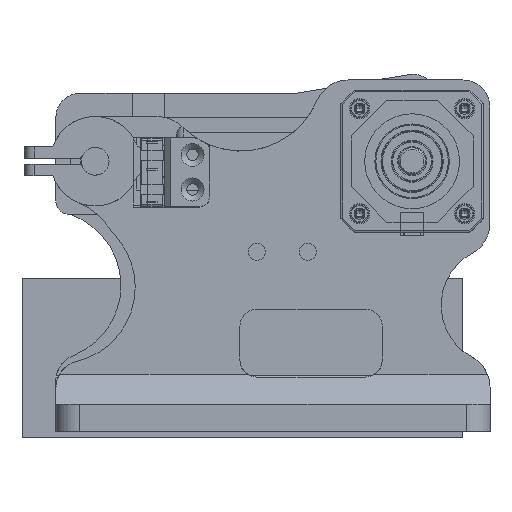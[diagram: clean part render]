
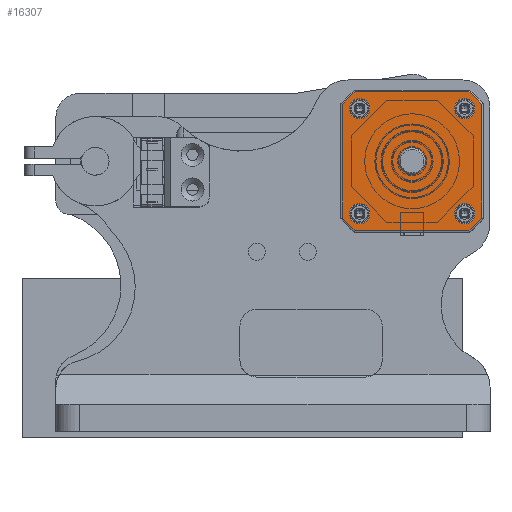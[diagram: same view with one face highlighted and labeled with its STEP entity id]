
A CAD part, front view. The second image highlights one B-rep face of the part: STEP entity #16307.
In plain terms, the highlighted face is planar.
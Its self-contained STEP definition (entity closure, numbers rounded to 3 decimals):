
#480=FACE_BOUND('',#2947,.T.);
#481=FACE_BOUND('',#2948,.T.);
#482=FACE_BOUND('',#2949,.T.);
#483=FACE_BOUND('',#2950,.T.);
#484=FACE_BOUND('',#2951,.T.);
#981=CIRCLE('',#17600,26.5);
#982=CIRCLE('',#17603,26.5);
#983=CIRCLE('',#17605,26.5);
#984=CIRCLE('',#17606,26.5);
#985=CIRCLE('',#17607,3.);
#986=CIRCLE('',#17608,3.);
#987=CIRCLE('',#17609,3.);
#988=CIRCLE('',#17610,4.);
#989=CIRCLE('',#17611,3.);
#1986=FACE_OUTER_BOUND('',#2946,.T.);
#2946=EDGE_LOOP('',(#11176,#11177,#11178,#11179,#11180,#11181,#11182,#11183));
#2947=EDGE_LOOP('',(#11184));
#2948=EDGE_LOOP('',(#11185));
#2949=EDGE_LOOP('',(#11186));
#2950=EDGE_LOOP('',(#11187));
#2951=EDGE_LOOP('',(#11188));
#4093=LINE('',#24413,#5490);
#4121=LINE('',#24561,#5518);
#4122=LINE('',#24563,#5519);
#4123=LINE('',#24567,#5520);
#5490=VECTOR('',#19454,1.);
#5518=VECTOR('',#19530,1.);
#5519=VECTOR('',#19531,1.);
#5520=VECTOR('',#19534,1.);
#6894=VERTEX_POINT('',#24393);
#6895=VERTEX_POINT('',#24412);
#6922=VERTEX_POINT('',#24501);
#6928=VERTEX_POINT('',#24539);
#6929=VERTEX_POINT('',#24560);
#6930=VERTEX_POINT('',#24562);
#6931=VERTEX_POINT('',#24564);
#6932=VERTEX_POINT('',#24566);
#6933=VERTEX_POINT('',#24569);
#6934=VERTEX_POINT('',#24571);
#6935=VERTEX_POINT('',#24573);
#6936=VERTEX_POINT('',#24575);
#6937=VERTEX_POINT('',#24577);
#8553=EDGE_CURVE('',#6894,#6895,#4093,.T.);
#8587=EDGE_CURVE('',#6895,#6922,#981,.T.);
#8597=EDGE_CURVE('',#6928,#6894,#982,.T.);
#8598=EDGE_CURVE('',#6922,#6929,#4121,.T.);
#8599=EDGE_CURVE('',#6930,#6928,#4122,.T.);
#8600=EDGE_CURVE('',#6931,#6930,#983,.T.);
#8601=EDGE_CURVE('',#6932,#6931,#4123,.T.);
#8602=EDGE_CURVE('',#6929,#6932,#984,.T.);
#8603=EDGE_CURVE('',#6933,#6933,#985,.T.);
#8604=EDGE_CURVE('',#6934,#6934,#986,.T.);
#8605=EDGE_CURVE('',#6935,#6935,#987,.T.);
#8606=EDGE_CURVE('',#6936,#6936,#988,.T.);
#8607=EDGE_CURVE('',#6937,#6937,#989,.T.);
#11176=ORIENTED_EDGE('',*,*,#8598,.F.);
#11177=ORIENTED_EDGE('',*,*,#8587,.F.);
#11178=ORIENTED_EDGE('',*,*,#8553,.F.);
#11179=ORIENTED_EDGE('',*,*,#8597,.F.);
#11180=ORIENTED_EDGE('',*,*,#8599,.F.);
#11181=ORIENTED_EDGE('',*,*,#8600,.F.);
#11182=ORIENTED_EDGE('',*,*,#8601,.F.);
#11183=ORIENTED_EDGE('',*,*,#8602,.F.);
#11184=ORIENTED_EDGE('',*,*,#8603,.F.);
#11185=ORIENTED_EDGE('',*,*,#8604,.F.);
#11186=ORIENTED_EDGE('',*,*,#8605,.F.);
#11187=ORIENTED_EDGE('',*,*,#8606,.T.);
#11188=ORIENTED_EDGE('',*,*,#8607,.F.);
#15766=PLANE('',#17604);
#16307=ADVANCED_FACE('',(#1986,#480,#481,#482,#483,#484),#15766,.F.);
#17600=AXIS2_PLACEMENT_3D('',#24502,#19513,#19514);
#17603=AXIS2_PLACEMENT_3D('',#24558,#19526,#19527);
#17604=AXIS2_PLACEMENT_3D('',#24559,#19528,#19529);
#17605=AXIS2_PLACEMENT_3D('',#24565,#19532,#19533);
#17606=AXIS2_PLACEMENT_3D('',#24568,#19535,#19536);
#17607=AXIS2_PLACEMENT_3D('',#24570,#19537,#19538);
#17608=AXIS2_PLACEMENT_3D('',#24572,#19539,#19540);
#17609=AXIS2_PLACEMENT_3D('',#24574,#19541,#19542);
#17610=AXIS2_PLACEMENT_3D('',#24576,#19543,#19544);
#17611=AXIS2_PLACEMENT_3D('',#24578,#19545,#19546);
#19454=DIRECTION('',(0.,0.,1.));
#19513=DIRECTION('center_axis',(0.,-1.,0.));
#19514=DIRECTION('ref_axis',(0.778,0.,0.629));
#19526=DIRECTION('center_axis',(0.,-1.,0.));
#19527=DIRECTION('ref_axis',(0.629,0.,-0.778));
#19528=DIRECTION('center_axis',(0.,-1.,0.));
#19529=DIRECTION('ref_axis',(0.,0.,-1.));
#19530=DIRECTION('',(-1.,0.,0.));
#19531=DIRECTION('',(1.,0.,0.));
#19532=DIRECTION('center_axis',(0.,-1.,0.));
#19533=DIRECTION('ref_axis',(-0.778,0.,-0.629));
#19534=DIRECTION('',(0.,0.,-1.));
#19535=DIRECTION('center_axis',(0.,-1.,0.));
#19536=DIRECTION('ref_axis',(-0.629,0.,0.778));
#19537=DIRECTION('center_axis',(0.,1.,0.));
#19538=DIRECTION('ref_axis',(-1.,0.,0.));
#19539=DIRECTION('center_axis',(0.,1.,0.));
#19540=DIRECTION('ref_axis',(-1.,0.,0.));
#19541=DIRECTION('center_axis',(0.,1.,0.));
#19542=DIRECTION('ref_axis',(-1.,0.,0.));
#19543=DIRECTION('center_axis',(0.,-1.,0.));
#19544=DIRECTION('ref_axis',(1.,0.,0.));
#19545=DIRECTION('center_axis',(0.,1.,0.));
#19546=DIRECTION('ref_axis',(-1.,0.,0.));
#24393=CARTESIAN_POINT('',(20.5,0.,-16.793));
#24412=CARTESIAN_POINT('',(20.5,0.,16.793));
#24413=CARTESIAN_POINT('',(20.5,0.,-16.971));
#24501=CARTESIAN_POINT('',(16.793,0.,20.5));
#24502=CARTESIAN_POINT('Origin',(0.,0.,0.));
#24539=CARTESIAN_POINT('',(16.793,0.,-20.5));
#24558=CARTESIAN_POINT('Origin',(0.,0.,0.));
#24559=CARTESIAN_POINT('Origin',(0.,0.,0.));
#24560=CARTESIAN_POINT('',(-16.793,0.,20.5));
#24561=CARTESIAN_POINT('',(16.971,0.,20.5));
#24562=CARTESIAN_POINT('',(-16.793,0.,-20.5));
#24563=CARTESIAN_POINT('',(-16.971,0.,-20.5));
#24564=CARTESIAN_POINT('',(-20.5,0.,-16.793));
#24565=CARTESIAN_POINT('Origin',(0.,0.,0.));
#24566=CARTESIAN_POINT('',(-20.5,0.,16.793));
#24567=CARTESIAN_POINT('',(-20.5,0.,16.971));
#24568=CARTESIAN_POINT('Origin',(0.,0.,0.));
#24569=CARTESIAN_POINT('',(-12.5,0.,15.5));
#24570=CARTESIAN_POINT('Origin',(-15.5,0.,15.5));
#24571=CARTESIAN_POINT('',(-12.5,0.,-15.5));
#24572=CARTESIAN_POINT('Origin',(-15.5,0.,-15.5));
#24573=CARTESIAN_POINT('',(18.5,0.,15.5));
#24574=CARTESIAN_POINT('Origin',(15.5,0.,15.5));
#24575=CARTESIAN_POINT('',(-4.,0.,0.));
#24576=CARTESIAN_POINT('Origin',(0.,0.,0.));
#24577=CARTESIAN_POINT('',(18.5,0.,-15.5));
#24578=CARTESIAN_POINT('Origin',(15.5,0.,-15.5));
